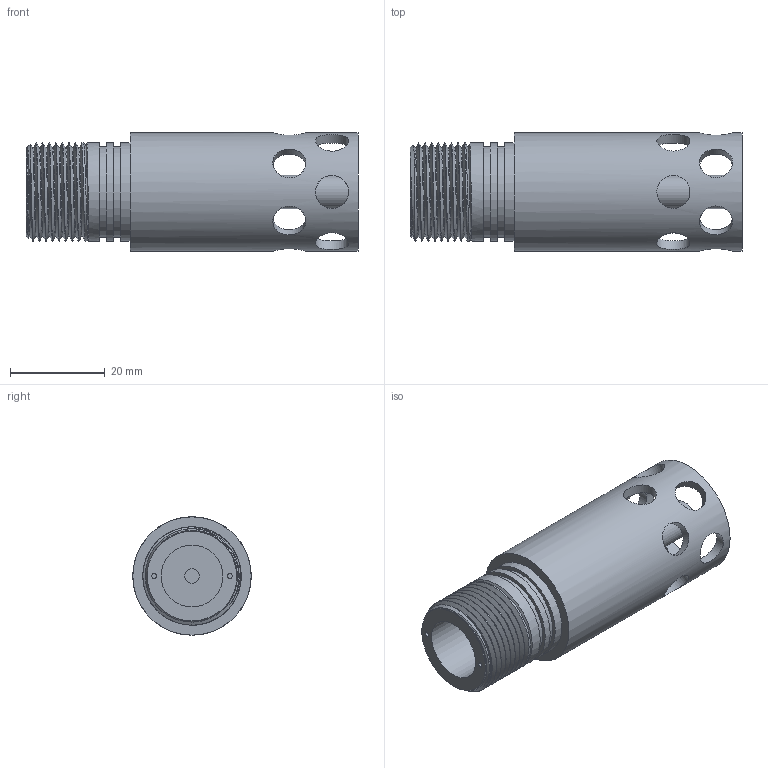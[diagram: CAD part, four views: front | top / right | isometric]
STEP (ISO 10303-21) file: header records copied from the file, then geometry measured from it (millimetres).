
FILE_DESCRIPTION(('FreeCAD Model'),'2;1');
FILE_NAME('HEAD.step', '2019-01-31T14:33:57',('Author'),(''), 'Open CASCADE STEP processor 7.3','FreeCAD','Unknown');
FILE_SCHEMA(('AUTOMOTIVE_DESIGN_CC2 { 1 2 10303 214 -1 1 5 4 }'));
Length unit declared in the file: millimetre
Products named in the file (1): Cut063
Bounding box: 70.2 x 25 x 25 mm (x, y, z)
Volume: 17165.2 mm3; surface area: 10326.8 mm2
Topology: 1 solids, 1 shells, 87 faces, 191 edges, 111 vertices
Faces by surface type: cylinder 46, bspline 22, plane 17, cone 2
Full cylindrical faces by diameter (mm): 1 x2, 3.1 x1, 7 x13, 13.1 x1, 18.9 x8, 19.2 x2, 20.8 x11, 21 x1, 25 x1
Entity records: 23094 total; most frequent: CARTESIAN_POINT 19750, DIRECTION 415, ORIENTED_EDGE 374, PCURVE 374, DEFINITIONAL_REPRESENTATION 374, B_SPLINE_CURVE_WITH_KNOTS 307, LINE 196, VECTOR 196
